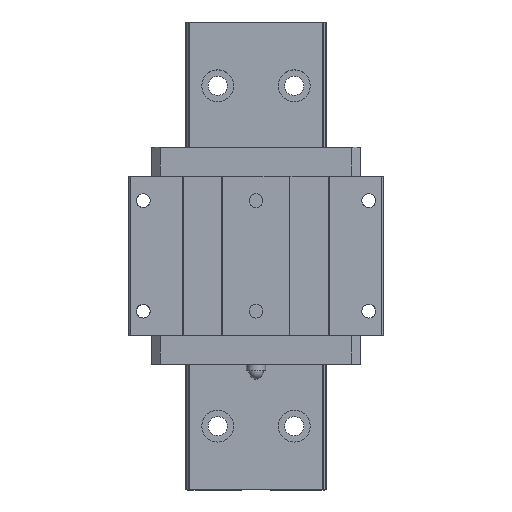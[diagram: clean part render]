
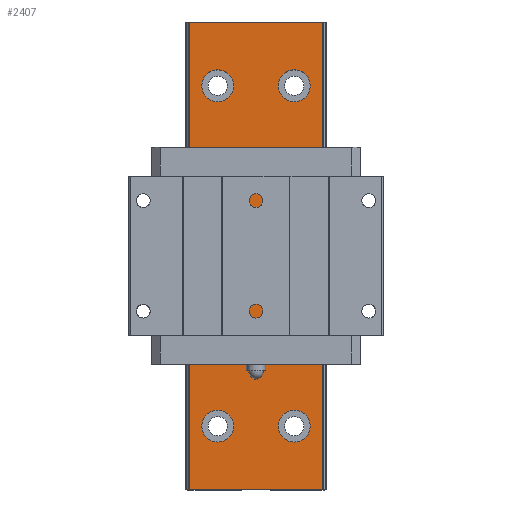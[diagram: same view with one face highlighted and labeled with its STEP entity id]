
A CAD part, top view. The second image highlights one B-rep face of the part: STEP entity #2407.
In plain terms, the highlighted planar face has unit normal (0, 0, 1).
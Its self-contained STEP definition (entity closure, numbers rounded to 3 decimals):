
#102=CIRCLE('',#3082,3.75);
#103=CIRCLE('',#3083,3.75);
#104=CIRCLE('',#3084,3.75);
#105=CIRCLE('',#3085,3.75);
#106=CIRCLE('',#3086,3.75);
#107=CIRCLE('',#3087,3.75);
#218=ORIENTED_EDGE('',*,*,#906,.T.);
#219=ORIENTED_EDGE('',*,*,#907,.T.);
#220=ORIENTED_EDGE('',*,*,#908,.T.);
#221=ORIENTED_EDGE('',*,*,#909,.T.);
#222=ORIENTED_EDGE('',*,*,#910,.T.);
#223=ORIENTED_EDGE('',*,*,#911,.T.);
#224=ORIENTED_EDGE('',*,*,#912,.F.);
#225=ORIENTED_EDGE('',*,*,#905,.F.);
#226=ORIENTED_EDGE('',*,*,#913,.T.);
#227=ORIENTED_EDGE('',*,*,#914,.T.);
#905=EDGE_CURVE('',#1249,#1247,#1494,.T.);
#906=EDGE_CURVE('',#1250,#1250,#102,.T.);
#907=EDGE_CURVE('',#1251,#1251,#103,.T.);
#908=EDGE_CURVE('',#1252,#1252,#104,.T.);
#909=EDGE_CURVE('',#1253,#1253,#105,.T.);
#910=EDGE_CURVE('',#1254,#1254,#106,.T.);
#911=EDGE_CURVE('',#1255,#1255,#107,.T.);
#912=EDGE_CURVE('',#1247,#1256,#1495,.T.);
#913=EDGE_CURVE('',#1249,#1257,#1496,.T.);
#914=EDGE_CURVE('',#1257,#1256,#1497,.T.);
#1247=VERTEX_POINT('',#4080);
#1249=VERTEX_POINT('',#4084);
#1250=VERTEX_POINT('',#4088);
#1251=VERTEX_POINT('',#4090);
#1252=VERTEX_POINT('',#4092);
#1253=VERTEX_POINT('',#4094);
#1254=VERTEX_POINT('',#4096);
#1255=VERTEX_POINT('',#4098);
#1256=VERTEX_POINT('',#4100);
#1257=VERTEX_POINT('',#4102);
#1494=LINE('',#4085,#1720);
#1495=LINE('',#4099,#1721);
#1496=LINE('',#4101,#1722);
#1497=LINE('',#4103,#1723);
#1720=VECTOR('',#3343,1000.);
#1721=VECTOR('',#3358,1000.);
#1722=VECTOR('',#3359,1000.);
#1723=VECTOR('',#3360,1000.);
#1944=EDGE_LOOP('',(#218));
#1945=EDGE_LOOP('',(#219));
#1946=EDGE_LOOP('',(#220));
#1947=EDGE_LOOP('',(#221));
#1948=EDGE_LOOP('',(#222));
#1949=EDGE_LOOP('',(#223));
#1950=EDGE_LOOP('',(#224,#225,#226,#227));
#2136=FACE_BOUND('',#1944,.T.);
#2137=FACE_BOUND('',#1945,.T.);
#2138=FACE_BOUND('',#1946,.T.);
#2139=FACE_BOUND('',#1947,.T.);
#2140=FACE_BOUND('',#1948,.T.);
#2141=FACE_BOUND('',#1949,.T.);
#2142=FACE_BOUND('',#1950,.T.);
#2329=PLANE('',#3081);
#2407=ADVANCED_FACE('',(#2136,#2137,#2138,#2139,#2140,#2141,#2142),#2329,
 .T.);
#3081=AXIS2_PLACEMENT_3D('',#4086,#3344,#3345);
#3082=AXIS2_PLACEMENT_3D('',#4087,#3346,#3347);
#3083=AXIS2_PLACEMENT_3D('',#4089,#3348,#3349);
#3084=AXIS2_PLACEMENT_3D('',#4091,#3350,#3351);
#3085=AXIS2_PLACEMENT_3D('',#4093,#3352,#3353);
#3086=AXIS2_PLACEMENT_3D('',#4095,#3354,#3355);
#3087=AXIS2_PLACEMENT_3D('',#4097,#3356,#3357);
#3343=DIRECTION('',(0.,1.,0.));
#3344=DIRECTION('',(0.,0.,1.));
#3345=DIRECTION('',(1.,0.,0.));
#3346=DIRECTION('',(0.,0.,-1.));
#3347=DIRECTION('',(0.,-1.,0.));
#3348=DIRECTION('',(0.,0.,-1.));
#3349=DIRECTION('',(0.,-1.,0.));
#3350=DIRECTION('',(0.,0.,-1.));
#3351=DIRECTION('',(0.,-1.,0.));
#3352=DIRECTION('',(0.,0.,-1.));
#3353=DIRECTION('',(0.,-1.,0.));
#3354=DIRECTION('',(0.,0.,-1.));
#3355=DIRECTION('',(0.,-1.,0.));
#3356=DIRECTION('',(0.,0.,-1.));
#3357=DIRECTION('',(0.,-1.,0.));
#3358=DIRECTION('',(1.,0.,0.));
#3359=DIRECTION('',(1.,0.,0.));
#3360=DIRECTION('',(0.,1.,0.));
#4080=CARTESIAN_POINT('',(-15.688,55.,8.6));
#4084=CARTESIAN_POINT('',(-15.688,-55.,8.6));
#4085=CARTESIAN_POINT('',(-15.688,-55.,8.6));
#4086=CARTESIAN_POINT('',(-15.688,-55.,8.6));
#4087=CARTESIAN_POINT('',(-9.,-40.,8.6));
#4088=CARTESIAN_POINT('',(-9.,-43.75,8.6));
#4089=CARTESIAN_POINT('',(9.,-40.,8.6));
#4090=CARTESIAN_POINT('',(9.,-43.75,8.6));
#4091=CARTESIAN_POINT('',(-9.,0.,8.6));
#4092=CARTESIAN_POINT('',(-9.,-3.75,8.6));
#4093=CARTESIAN_POINT('',(9.,0.,8.6));
#4094=CARTESIAN_POINT('',(9.,-3.75,8.6));
#4095=CARTESIAN_POINT('',(-9.,40.,8.6));
#4096=CARTESIAN_POINT('',(-9.,36.25,8.6));
#4097=CARTESIAN_POINT('',(9.,40.,8.6));
#4098=CARTESIAN_POINT('',(9.,36.25,8.6));
#4099=CARTESIAN_POINT('',(-15.688,55.,8.6));
#4100=CARTESIAN_POINT('',(15.668,55.,8.6));
#4101=CARTESIAN_POINT('',(-15.688,-55.,8.6));
#4102=CARTESIAN_POINT('',(15.668,-55.,8.6));
#4103=CARTESIAN_POINT('',(15.668,-55.,8.6));
